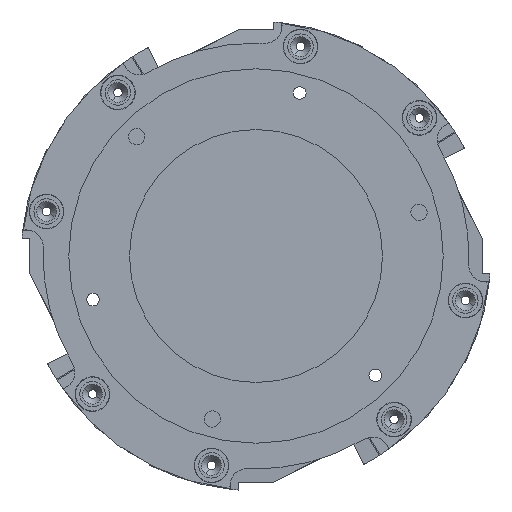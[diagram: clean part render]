
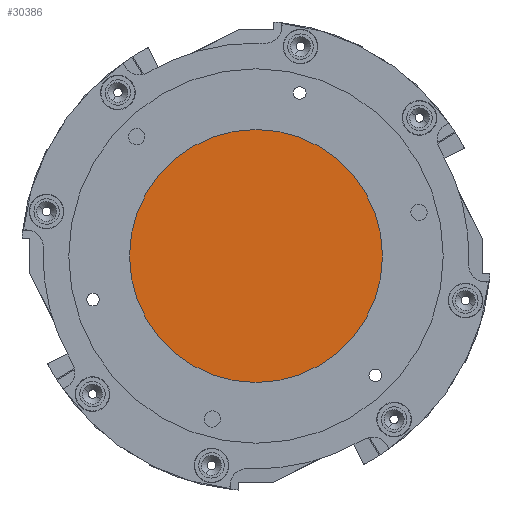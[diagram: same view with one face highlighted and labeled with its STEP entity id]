
A CAD part, front view. The second image highlights one B-rep face of the part: STEP entity #30386.
In plain terms, the highlighted planar face has unit normal (0, -1, 0).
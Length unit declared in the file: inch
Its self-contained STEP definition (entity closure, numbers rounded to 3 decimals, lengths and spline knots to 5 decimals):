
#177 = ORIENTED_EDGE ( 'NONE', *, *, #9005, .T. ) ;
#178 = ORIENTED_EDGE ( 'NONE', *, *, #9000, .T. ) ;
#897 = AXIS2_PLACEMENT_3D ( 'NONE', #6109, #6093, #6092 ) ;
#1206 = AXIS2_PLACEMENT_3D ( 'NONE', #27504, #27502, #27501 ) ;
#1210 = AXIS2_PLACEMENT_3D ( 'NONE', #27492, #27484, #27483 ) ;
#6092 = DIRECTION ( 'NONE',  ( 0.991, 0., -0.131 ) ) ;
#6093 = DIRECTION ( 'NONE',  ( 0., -1., 0. ) ) ;
#6108 = PLANE ( 'NONE',  #897 ) ;
#6109 = CARTESIAN_POINT ( 'NONE',  ( 0., 0.06, 0. ) ) ;
#7619 = CARTESIAN_POINT ( 'NONE',  ( -0.49571, 0.06, 0.06532 ) ) ;
#7874 = CARTESIAN_POINT ( 'NONE',  ( 0.49571, 0.06, -0.06532 ) ) ;
#9000 = EDGE_CURVE ( 'NONE', #28645, #28408, #11640, .T. ) ;
#9005 = EDGE_CURVE ( 'NONE', #28408, #28645, #11645, .T. ) ;
#11640 = CIRCLE ( 'NONE', #1206, 0.5 ) ;
#11645 = CIRCLE ( 'NONE', #1210, 0.5 ) ;
#13237 = EDGE_LOOP ( 'NONE', ( #178, #177 ) ) ;
#17468 = FACE_OUTER_BOUND ( 'NONE', #13237, .T. ) ;
#27483 = DIRECTION ( 'NONE',  ( 0.991, 0., -0.131 ) ) ;
#27484 = DIRECTION ( 'NONE',  ( 0., -1., 0. ) ) ;
#27492 = CARTESIAN_POINT ( 'NONE',  ( 0., 0.06, 0. ) ) ;
#27501 = DIRECTION ( 'NONE',  ( 0.991, 0., -0.131 ) ) ;
#27502 = DIRECTION ( 'NONE',  ( 0., -1., 0. ) ) ;
#27504 = CARTESIAN_POINT ( 'NONE',  ( 0., 0.06, 0. ) ) ;
#28408 = VERTEX_POINT ( 'NONE', #7874 ) ;
#28645 = VERTEX_POINT ( 'NONE', #7619 ) ;
#30386 = ADVANCED_FACE ( 'NONE', ( #17468 ), #6108, .T. ) ;
